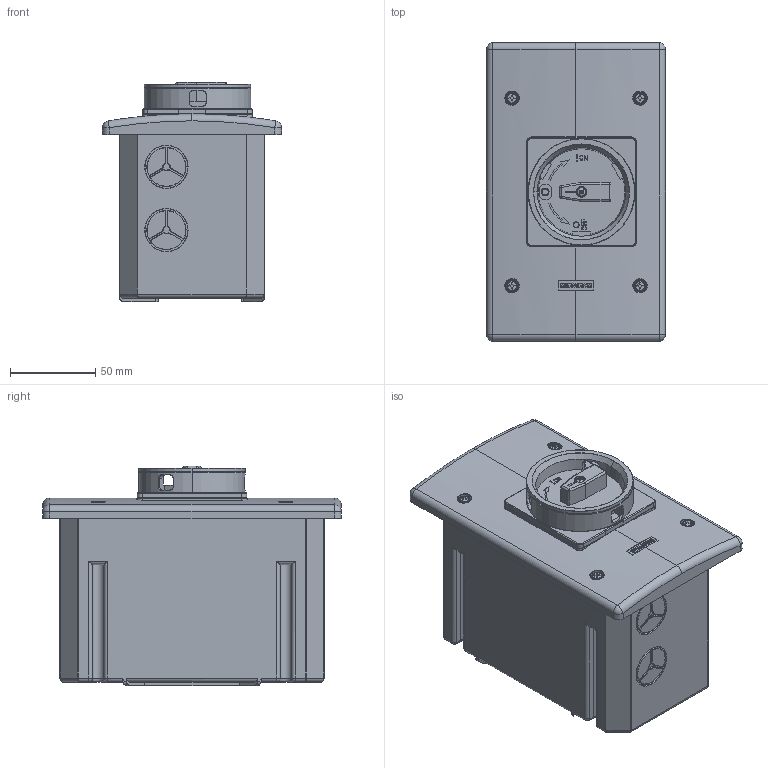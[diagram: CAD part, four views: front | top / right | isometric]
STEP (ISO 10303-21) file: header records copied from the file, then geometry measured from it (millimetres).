
FILE_DESCRIPTION(('STEP AP214'),'1');
FILE_NAME('cctmp_AE8239DD-F217-4579-BDAF-178E63A8F1B8_2023_08_14_21_02_34_0078..stp','2023-08-14T19:02:35',('SIEMENS A&D'),('CADClick - www.CADClick.com'),'Spatial InterOp 3D postprocessed',' ','unknown authorization');
FILE_SCHEMA(('AUTOMOTIVE_DESIGN'));
Length unit declared in the file: millimetre
Products named in the file (1): 2023_08_14_21_02_34_0046
Bounding box: 105 x 175 x 128.62 mm (x, y, z)
Volume: 1458471.3 mm3; surface area: 97679 mm2
Topology: 1 solids, 1 shells, 833 faces, 2126 edges, 1335 vertices
Faces by surface type: plane 401, cylinder 208, bspline 106, torus 86, cone 20, sphere 12
Entity records: 33494 total; most frequent: CARTESIAN_POINT 11761, ORIENTED_EDGE 4216, DIRECTION 3636, EDGE_CURVE 2108, VERTEX_POINT 1335, AXIS2_PLACEMENT_3D 1230, LINE 1176, VECTOR 1176
